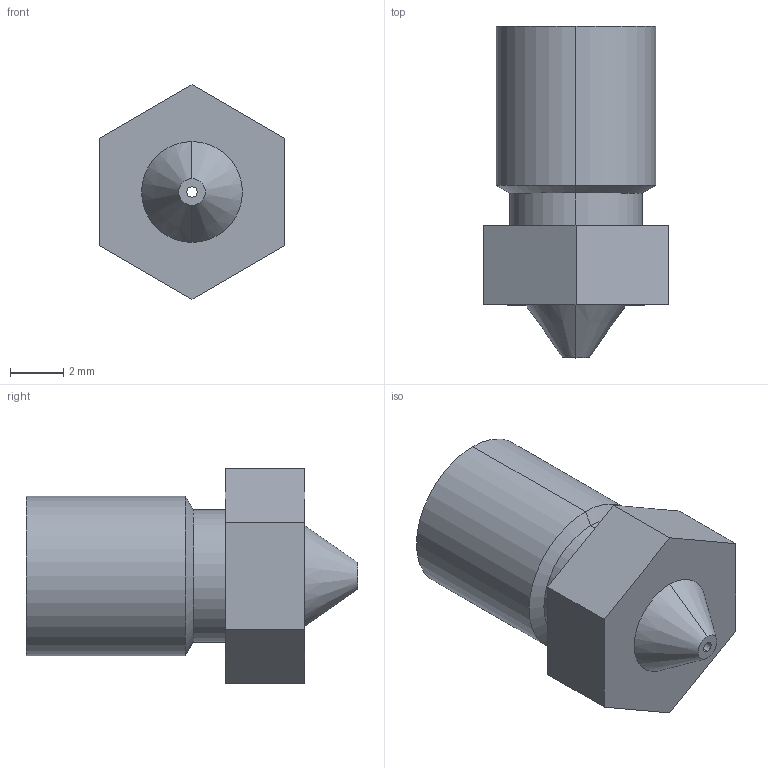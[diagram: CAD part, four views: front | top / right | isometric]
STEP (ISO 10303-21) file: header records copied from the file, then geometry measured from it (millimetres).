
FILE_DESCRIPTION (( 'STEP AP203' ), '1' );
FILE_NAME ('0.4 nozzle.STEP', '2015-07-26T08:55:09', ( 'Bitch' ), ( '' ), 'SwSTEP 2.0', 'SolidWorks 2014', '' );
FILE_SCHEMA (( 'CONFIG_CONTROL_DESIGN' ));
Length unit declared in the file: millimetre
Products named in the file (1): 0.4 nozzle
Bounding box: 7 x 12.5 x 8.08 mm (x, y, z)
Volume: 301.9 mm3; surface area: 386 mm2
Topology: 1 solids, 1 shells, 30 faces, 64 edges, 38 vertices
Faces by surface type: cylinder 10, cone 10, plane 10
Entity records: 883 total; most frequent: DIRECTION 152, CARTESIAN_POINT 133, ORIENTED_EDGE 128, EDGE_CURVE 64, AXIS2_PLACEMENT_3D 57, LINE 38, VERTEX_POINT 38, VECTOR 38
